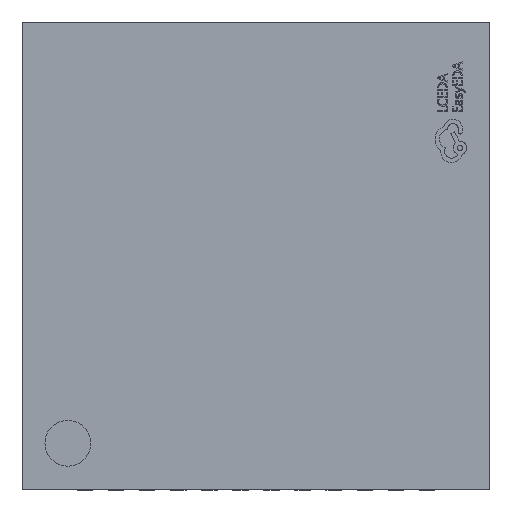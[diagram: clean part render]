
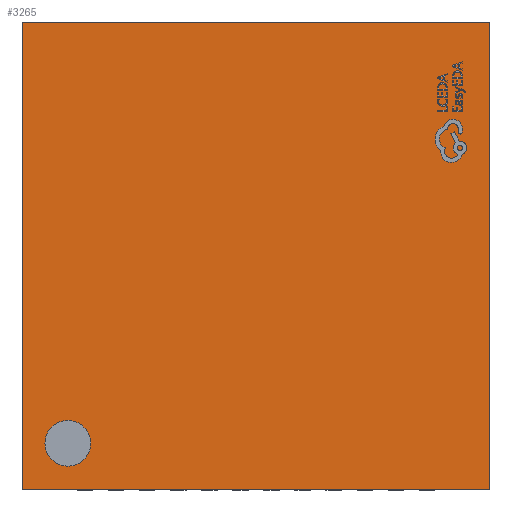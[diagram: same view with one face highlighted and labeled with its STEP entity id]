
A CAD part, top view. The second image highlights one B-rep face of the part: STEP entity #3265.
In plain terms, the highlighted planar face has unit normal (0, 0, 1).
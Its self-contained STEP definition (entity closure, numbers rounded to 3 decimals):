
#140 = VERTEX_POINT('',#141);
#141 = CARTESIAN_POINT('',(-2.421,-2.116,0.75
    ));
#147 = EDGE_CURVE('',#148,#140,#150,.T.);
#148 = VERTEX_POINT('',#149);
#149 = CARTESIAN_POINT('',(-2.421,-2.705,
    0.75));
#150 = CIRCLE('',#151,0.295);
#151 = AXIS2_PLACEMENT_3D('',#152,#153,#154);
#152 = CARTESIAN_POINT('',(-2.421,-2.411,
    0.75));
#153 = DIRECTION('',(0.,-0.,1.));
#154 = DIRECTION('',(0.,1.,0.));
#240 = VERTEX_POINT('',#241);
#241 = CARTESIAN_POINT('',(3.,-3.,0.75
    ));
#247 = EDGE_CURVE('',#248,#240,#250,.T.);
#248 = VERTEX_POINT('',#249);
#249 = CARTESIAN_POINT('',(-3.,-3.,0.75
    ));
#250 = LINE('',#251,#252);
#251 = CARTESIAN_POINT('',(-3.,-3.,0.75
    ));
#252 = VECTOR('',#253,1.);
#253 = DIRECTION('',(1.,0.,0.));
#732 = VERTEX_POINT('',#733);
#733 = CARTESIAN_POINT('',(3.,3.,0.75)
  );
#739 = EDGE_CURVE('',#240,#732,#740,.T.);
#740 = LINE('',#741,#742);
#741 = CARTESIAN_POINT('',(3.,-3.,0.75
    ));
#742 = VECTOR('',#743,1.);
#743 = DIRECTION('',(0.,1.,0.));
#1215 = VERTEX_POINT('',#1216);
#1216 = CARTESIAN_POINT('',(-3.,3.,0.75
    ));
#1222 = EDGE_CURVE('',#732,#1215,#1223,.T.);
#1223 = LINE('',#1224,#1225);
#1224 = CARTESIAN_POINT('',(-3.,3.,0.75
    ));
#1225 = VECTOR('',#1226,1.);
#1226 = DIRECTION('',(-1.,0.,0.));
#1696 = EDGE_CURVE('',#1215,#248,#1697,.T.);
#1697 = LINE('',#1698,#1699);
#1698 = CARTESIAN_POINT('',(-3.,-3.,
    0.75));
#1699 = VECTOR('',#1700,1.);
#1700 = DIRECTION('',(0.,-1.,-0.));
#3265 = ADVANCED_FACE('',(#3266,#3276),#3282,.T.);
#3266 = FACE_BOUND('',#3267,.T.);
#3267 = EDGE_LOOP('',(#3268,#3275));
#3268 = ORIENTED_EDGE('',*,*,#3269,.F.);
#3269 = EDGE_CURVE('',#140,#148,#3270,.T.);
#3270 = CIRCLE('',#3271,0.295);
#3271 = AXIS2_PLACEMENT_3D('',#3272,#3273,#3274);
#3272 = CARTESIAN_POINT('',(-2.421,-2.411,
    0.75));
#3273 = DIRECTION('',(0.,-0.,1.));
#3274 = DIRECTION('',(0.,1.,0.));
#3275 = ORIENTED_EDGE('',*,*,#147,.F.);
#3276 = FACE_BOUND('',#3277,.T.);
#3277 = EDGE_LOOP('',(#3278,#3279,#3280,#3281));
#3278 = ORIENTED_EDGE('',*,*,#1222,.T.);
#3279 = ORIENTED_EDGE('',*,*,#1696,.T.);
#3280 = ORIENTED_EDGE('',*,*,#247,.T.);
#3281 = ORIENTED_EDGE('',*,*,#739,.T.);
#3282 = PLANE('',#3283);
#3283 = AXIS2_PLACEMENT_3D('',#3284,#3285,#3286);
#3284 = CARTESIAN_POINT('',(0.,0.,0.75));
#3285 = DIRECTION('',(0.,0.,1.));
#3286 = DIRECTION('',(0.,1.,-0.));
